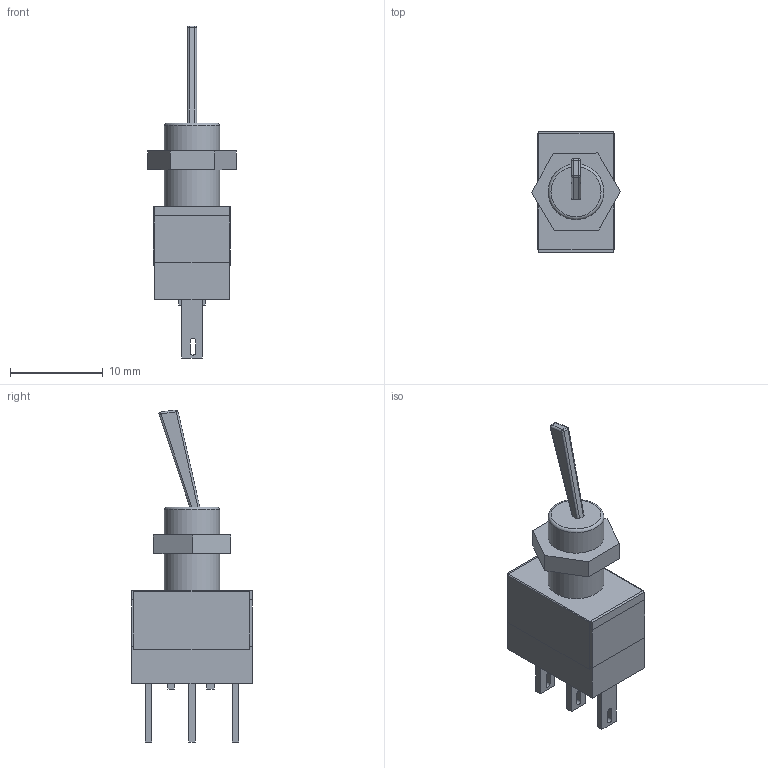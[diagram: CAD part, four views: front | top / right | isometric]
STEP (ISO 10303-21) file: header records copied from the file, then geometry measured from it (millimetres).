
FILE_DESCRIPTION(('FreeCAD Model'),'2;1');
FILE_NAME('Open CASCADE Shape Model','2024-08-26T10:45:15',('BT'),(''), 'Open CASCADE STEP processor 7.6','FreeCAD','Unknown');
FILE_SCHEMA(('AUTOMOTIVE_DESIGN { 1 0 10303 214 1 1 1 1 }'));
Length unit declared in the file: millimetre
Products named in the file (3): Part; Housing; Chrome
Assembly tree (2 placements, depth 2):
  Part
    Housing
    Chrome
Bounding box: 9.58 x 13 x 35.76 mm (x, y, z)
Volume: 1969.1 mm3; surface area: 1548.7 mm2
Topology: 2 solids, 2 shells, 96 faces, 232 edges, 145 vertices
Faces by surface type: plane 73, cylinder 18, sphere 4, torus 1
Full cylindrical faces by diameter (mm): 6 x2
Entity records: 2800 total; most frequent: CARTESIAN_POINT 472, DIRECTION 464, ORIENTED_EDGE 456, EDGE_CURVE 228, LINE 190, VECTOR 190, VERTEX_POINT 145, AXIS2_PLACEMENT_3D 137
